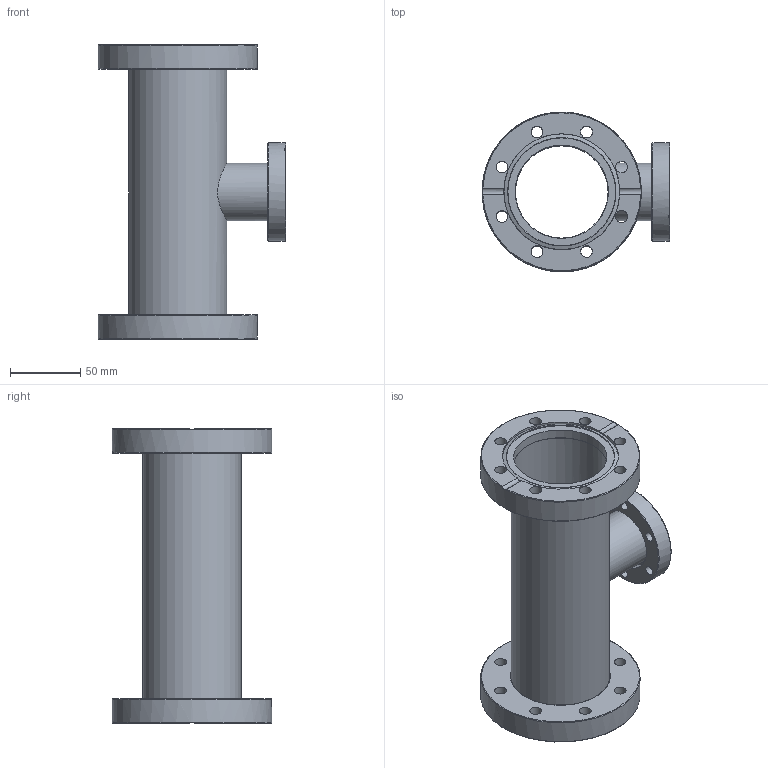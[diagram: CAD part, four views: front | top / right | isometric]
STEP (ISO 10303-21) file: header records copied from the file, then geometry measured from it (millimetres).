
FILE_DESCRIPTION((''),'2;1');
FILE_NAME('UTE6335R-304.stp','2009-04-30T14:10:18',('hasers'),(''),'Autodesk Inventor 2008','Autodesk Inventor 2008','');
FILE_SCHEMA(('AUTOMOTIVE_DESIGN { 1 0 10303 214 1 1 1 1 }'));
Length unit declared in the file: millimetre
Products named in the file (8): UTE6335R-304; Rohre [Subject [Summary]=normal][Keywords [Summary]=1.4301][Title [Summary]=70x2,0 (0,5m)]_3; Rohre [Subject [Summary]=normal][Keywords [Summary]=1.4301][Title [Summary]=41x1,5 (0,5m)]_2; CF-R [Subject [Summary]=-304][Title [Summary]=F63RIB70]; CF-R [Subject [Summary]=-304][Title [Summary]=F63RO]; CF-R [Subject [Summary]=-304][Title [Summary]=F35RIB41]; CF-R [Subject [Summary]=-304][Title [Summary]=F35RO]; CF-07 [Keywords [Summary]=1.4301][Company [Summary]=Vacom][Title [Summary]=F63B70]
Assembly tree (7 placements, depth 2):
  UTE6335R-304
    Rohre [Subject [Summary]=normal][Keywords [Summary]=1.4301][Title [Summary]=70x2,0 (0,5m)]_3
    Rohre [Subject [Summary]=normal][Keywords [Summary]=1.4301][Title [Summary]=41x1,5 (0,5m)]_2
    CF-R [Subject [Summary]=-304][Title [Summary]=F63RIB70]
    CF-R [Subject [Summary]=-304][Title [Summary]=F63RO]
    CF-R [Subject [Summary]=-304][Title [Summary]=F35RIB41]
    CF-R [Subject [Summary]=-304][Title [Summary]=F35RO]
    CF-07 [Keywords [Summary]=1.4301][Company [Summary]=Vacom][Title [Summary]=F63B70]
Bounding box: 133.75 x 113.5 x 210 mm (x, y, z)
Volume: 316687.7 mm3; surface area: 165339.7 mm2
Topology: 7 solids, 7 shells, 102 faces, 265 edges, 179 vertices
Faces by surface type: bspline 38, cylinder 20, plane 18, torus 18, cone 8
Full cylindrical faces by diameter (mm): 38 x1, 41 x1, 48.1 x1, 48.9 x1, 66 x1, 66.5 x1, 70 x2, 70.3 x1, 82.4 x1, 82.5 x1, 83.2 x1, 113.5 x2
Entity records: 4187 total; most frequent: CARTESIAN_POINT 1950, DIRECTION 407, ORIENTED_EDGE 318, EDGE_LOOP 231, AXIS2_PLACEMENT_3D 197, EDGE_CURVE 159, VERTEX_POINT 140, FACE_BOUND 129
